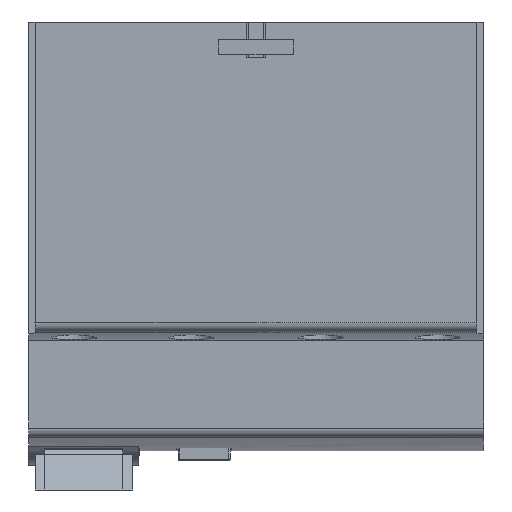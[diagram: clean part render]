
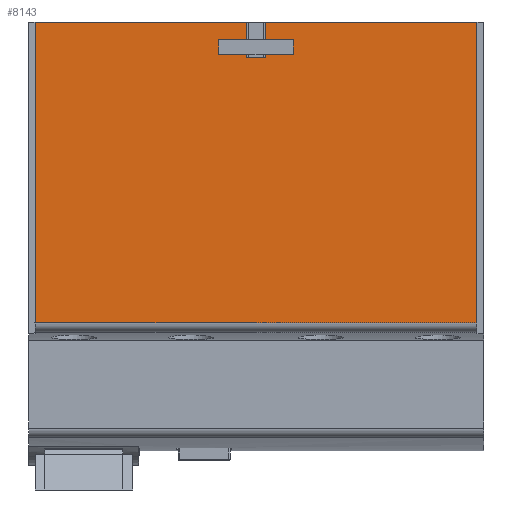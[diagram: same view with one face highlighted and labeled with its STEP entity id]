
A CAD part, front view. The second image highlights one B-rep face of the part: STEP entity #8143.
In plain terms, the highlighted planar face has unit normal (0, -1, 0).
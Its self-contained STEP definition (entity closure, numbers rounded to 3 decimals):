
#119 = EDGE_CURVE ( 'NONE', #3413, #6549, #7697, .T. ) ;
#172 = DIRECTION ( 'NONE',  ( 1., 0., 0. ) ) ;
#427 = EDGE_CURVE ( 'NONE', #3948, #4025, #2246, .T. ) ;
#596 = CARTESIAN_POINT ( 'NONE',  ( -1.4, -39., 27.5 ) ) ;
#654 = DIRECTION ( 'NONE',  ( 0., 0., -1. ) ) ;
#909 = CARTESIAN_POINT ( 'NONE',  ( 34., -39., -13.241 ) ) ;
#944 = LINE ( 'NONE', #596, #4555 ) ;
#1002 = DIRECTION ( 'NONE',  ( 0., 0., 1. ) ) ;
#1038 = LINE ( 'NONE', #4872, #6260 ) ;
#1426 = CARTESIAN_POINT ( 'NONE',  ( -34., -39., 33. ) ) ;
#1491 = CARTESIAN_POINT ( 'NONE',  ( -35., -39., -13.241 ) ) ;
#2048 = VERTEX_POINT ( 'NONE', #5707 ) ;
#2155 = LINE ( 'NONE', #3923, #4463 ) ;
#2246 = LINE ( 'NONE', #4731, #2959 ) ;
#2372 = EDGE_CURVE ( 'NONE', #4025, #6549, #2155, .T. ) ;
#2383 = LINE ( 'NONE', #8324, #3683 ) ;
#2554 = LINE ( 'NONE', #1491, #2794 ) ;
#2573 = CARTESIAN_POINT ( 'NONE',  ( 1.4, -39., 33. ) ) ;
#2794 = VECTOR ( 'NONE', #9592, 1000. ) ;
#2959 = VECTOR ( 'NONE', #1002, 1000. ) ;
#3255 = DIRECTION ( 'NONE',  ( 1., 0., 0. ) ) ;
#3256 = DIRECTION ( 'NONE',  ( 0., 0., 1. ) ) ;
#3263 = EDGE_CURVE ( 'NONE', #2048, #3413, #2554, .T. ) ;
#3382 = ORIENTED_EDGE ( 'NONE', *, *, #119, .T. ) ;
#3413 = VERTEX_POINT ( 'NONE', #909 ) ;
#3415 = ORIENTED_EDGE ( 'NONE', *, *, #6402, .F. ) ;
#3683 = VECTOR ( 'NONE', #172, 1000. ) ;
#3778 = CARTESIAN_POINT ( 'NONE',  ( -1.4, -39., 27.5 ) ) ;
#3779 = VECTOR ( 'NONE', #3256, 1000. ) ;
#3869 = ORIENTED_EDGE ( 'NONE', *, *, #7876, .F. ) ;
#3923 = CARTESIAN_POINT ( 'NONE',  ( -35., -39., 33. ) ) ;
#3948 = VERTEX_POINT ( 'NONE', #9564 ) ;
#4025 = VERTEX_POINT ( 'NONE', #2573 ) ;
#4463 = VECTOR ( 'NONE', #3255, 1000. ) ;
#4555 = VECTOR ( 'NONE', #5085, 1000. ) ;
#4731 = CARTESIAN_POINT ( 'NONE',  ( 1.4, -39., 3.663 ) ) ;
#4872 = CARTESIAN_POINT ( 'NONE',  ( -1.4, -39., 3.663 ) ) ;
#5085 = DIRECTION ( 'NONE',  ( -1., 0., 0. ) ) ;
#5104 = DIRECTION ( 'NONE',  ( 0., -1., 0. ) ) ;
#5106 = AXIS2_PLACEMENT_3D ( 'NONE', #8753, #5104, #654 ) ;
#5283 = ORIENTED_EDGE ( 'NONE', *, *, #3263, .T. ) ;
#5690 = FACE_OUTER_BOUND ( 'NONE', #8119, .T. ) ;
#5707 = CARTESIAN_POINT ( 'NONE',  ( -34., -39., -13.241 ) ) ;
#6156 = ORIENTED_EDGE ( 'NONE', *, *, #2372, .F. ) ;
#6260 = VECTOR ( 'NONE', #8651, 1000. ) ;
#6402 = EDGE_CURVE ( 'NONE', #7295, #7806, #2383, .T. ) ;
#6500 = CARTESIAN_POINT ( 'NONE',  ( -1.4, -39., 33. ) ) ;
#6520 = LINE ( 'NONE', #6782, #7903 ) ;
#6549 = VERTEX_POINT ( 'NONE', #8505 ) ;
#6550 = ORIENTED_EDGE ( 'NONE', *, *, #9201, .T. ) ;
#6776 = VERTEX_POINT ( 'NONE', #3778 ) ;
#6782 = CARTESIAN_POINT ( 'NONE',  ( -34., -39., -13.241 ) ) ;
#6898 = ORIENTED_EDGE ( 'NONE', *, *, #427, .F. ) ;
#7246 = EDGE_CURVE ( 'NONE', #3948, #6776, #944, .T. ) ;
#7295 = VERTEX_POINT ( 'NONE', #1426 ) ;
#7697 = LINE ( 'NONE', #7700, #3779 ) ;
#7700 = CARTESIAN_POINT ( 'NONE',  ( 34., -39., -13.241 ) ) ;
#7806 = VERTEX_POINT ( 'NONE', #6500 ) ;
#7876 = EDGE_CURVE ( 'NONE', #2048, #7295, #6520, .T. ) ;
#7903 = VECTOR ( 'NONE', #8948, 1000. ) ;
#8021 = PLANE ( 'NONE',  #5106 ) ;
#8119 = EDGE_LOOP ( 'NONE', ( #5283, #3382, #6156, #6898, #8451, #6550, #3415, #3869 ) ) ;
#8143 = ADVANCED_FACE ( 'NONE', ( #5690 ), #8021, .T. ) ;
#8324 = CARTESIAN_POINT ( 'NONE',  ( -35., -39., 33. ) ) ;
#8451 = ORIENTED_EDGE ( 'NONE', *, *, #7246, .T. ) ;
#8505 = CARTESIAN_POINT ( 'NONE',  ( 34., -39., 33. ) ) ;
#8651 = DIRECTION ( 'NONE',  ( 0., 0., 1. ) ) ;
#8753 = CARTESIAN_POINT ( 'NONE',  ( -35., -39., -14.5 ) ) ;
#8948 = DIRECTION ( 'NONE',  ( 0., 0., 1. ) ) ;
#9201 = EDGE_CURVE ( 'NONE', #6776, #7806, #1038, .T. ) ;
#9564 = CARTESIAN_POINT ( 'NONE',  ( 1.4, -39., 27.5 ) ) ;
#9592 = DIRECTION ( 'NONE',  ( 1., 0., 0. ) ) ;
